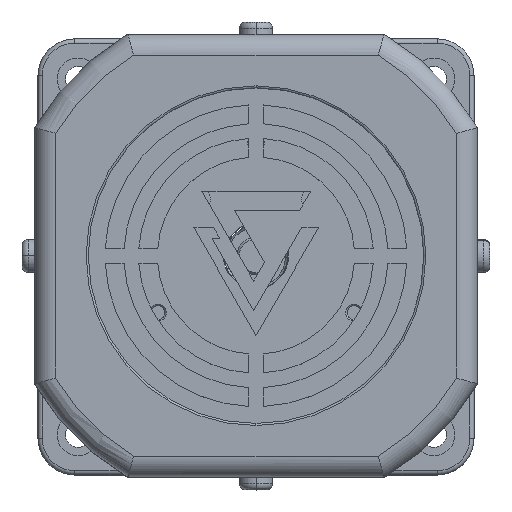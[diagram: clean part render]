
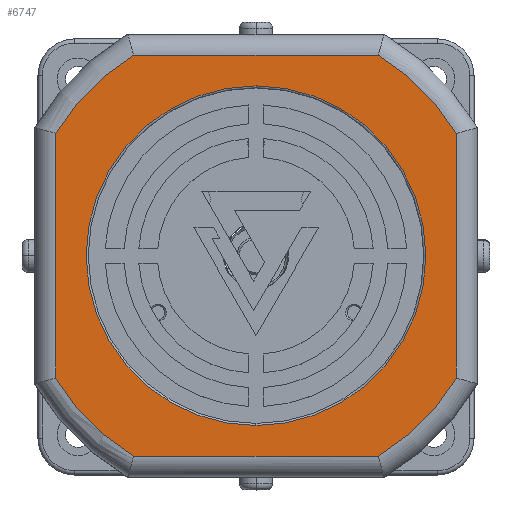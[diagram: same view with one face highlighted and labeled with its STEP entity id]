
A CAD part, top view. The second image highlights one B-rep face of the part: STEP entity #6747.
In plain terms, the highlighted planar face has unit normal (0, 0, 1).
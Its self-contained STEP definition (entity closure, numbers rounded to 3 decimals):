
#12 = ORIENTED_EDGE ( 'NONE', *, *, #5610, .T. ) ;
#90 = ORIENTED_EDGE ( 'NONE', *, *, #7179, .T. ) ;
#277 = VERTEX_POINT ( 'NONE', #9097 ) ;
#377 = DIRECTION ( 'NONE',  ( 0., 1., 0. ) ) ;
#665 = DIRECTION ( 'NONE',  ( 0., 0., -1. ) ) ;
#672 = DIRECTION ( 'NONE',  ( 0., 1., 0. ) ) ;
#845 = CARTESIAN_POINT ( 'NONE',  ( -18.93, 1.279, 106. ) ) ;
#859 = ORIENTED_EDGE ( 'NONE', *, *, #6812, .T. ) ;
#885 = AXIS2_PLACEMENT_3D ( 'NONE', #1904, #5325, #8690 ) ;
#910 = DIRECTION ( 'NONE',  ( -1., 0., 0. ) ) ;
#1042 = AXIS2_PLACEMENT_3D ( 'NONE', #845, #4282, #7665 ) ;
#1073 = CIRCLE ( 'NONE', #885, 40.5 ) ;
#1282 = CARTESIAN_POINT ( 'NONE',  ( -18.93, 1.279, 106. ) ) ;
#1334 = CARTESIAN_POINT ( 'NONE',  ( 28.87, 30.454, 106. ) ) ;
#1399 = CIRCLE ( 'NONE', #7630, 56. ) ;
#1428 = DIRECTION ( 'NONE',  ( 0., 1., 0. ) ) ;
#1555 = VERTEX_POINT ( 'NONE', #4500 ) ;
#1717 = CARTESIAN_POINT ( 'NONE',  ( -18.93, -39.221, 106. ) ) ;
#1904 = CARTESIAN_POINT ( 'NONE',  ( -18.93, 1.279, 106. ) ) ;
#1922 = AXIS2_PLACEMENT_3D ( 'NONE', #8313, #665, #4104 ) ;
#1929 = CIRCLE ( 'NONE', #1922, 40.5 ) ;
#2124 = FACE_BOUND ( 'NONE', #8563, .T. ) ;
#2404 = DIRECTION ( 'NONE',  ( 0., -1., 0. ) ) ;
#2535 = AXIS2_PLACEMENT_3D ( 'NONE', #4657, #8033, #377 ) ;
#2610 = AXIS2_PLACEMENT_3D ( 'NONE', #3788, #7186, #10517 ) ;
#2755 = VERTEX_POINT ( 'NONE', #10899 ) ;
#2766 = CARTESIAN_POINT ( 'NONE',  ( 11.618, -46.521, 106. ) ) ;
#3277 = VECTOR ( 'NONE', #6184, 1000. ) ;
#3339 = ORIENTED_EDGE ( 'NONE', *, *, #3959, .T. ) ;
#3461 = ORIENTED_EDGE ( 'NONE', *, *, #7551, .T. ) ;
#3516 = EDGE_CURVE ( 'NONE', #6084, #8989, #5679, .T. ) ;
#3583 = EDGE_LOOP ( 'NONE', ( #8623, #3461, #9706, #859, #12, #4088, #90, #7647 ) ) ;
#3787 = VERTEX_POINT ( 'NONE', #7148 ) ;
#3788 = CARTESIAN_POINT ( 'NONE',  ( -18.93, 1.279, 106. ) ) ;
#3959 = EDGE_CURVE ( 'NONE', #277, #10647, #1929, .T. ) ;
#4088 = ORIENTED_EDGE ( 'NONE', *, *, #9275, .T. ) ;
#4104 = DIRECTION ( 'NONE',  ( 0., 1., 0. ) ) ;
#4282 = DIRECTION ( 'NONE',  ( 0., 0., 1. ) ) ;
#4500 = CARTESIAN_POINT ( 'NONE',  ( -48.104, 49.079, 106. ) ) ;
#4657 = CARTESIAN_POINT ( 'NONE',  ( -18.93, 1.279, 106. ) ) ;
#4713 = DIRECTION ( 'NONE',  ( 0., 0., -1. ) ) ;
#4941 = EDGE_CURVE ( 'NONE', #10647, #277, #1073, .T. ) ;
#4948 = CARTESIAN_POINT ( 'NONE',  ( -18.93, 1.279, 106. ) ) ;
#5177 = LINE ( 'NONE', #8551, #7784 ) ;
#5325 = DIRECTION ( 'NONE',  ( 0., 0., -1. ) ) ;
#5540 = FACE_OUTER_BOUND ( 'NONE', #3583, .T. ) ;
#5567 = ORIENTED_EDGE ( 'NONE', *, *, #4941, .T. ) ;
#5610 = EDGE_CURVE ( 'NONE', #7562, #8469, #7432, .T. ) ;
#5679 = LINE ( 'NONE', #9040, #6211 ) ;
#5885 = CIRCLE ( 'NONE', #1042, 56. ) ;
#6073 = CARTESIAN_POINT ( 'NONE',  ( -66.73, -27.896, 106. ) ) ;
#6084 = VERTEX_POINT ( 'NONE', #6835 ) ;
#6184 = DIRECTION ( 'NONE',  ( 1., 0., 0. ) ) ;
#6211 = VECTOR ( 'NONE', #1428, 1000. ) ;
#6655 = LINE ( 'NONE', #9991, #7451 ) ;
#6747 = ADVANCED_FACE ( 'NONE', ( #2124, #5540 ), #8903, .F. ) ;
#6812 = EDGE_CURVE ( 'NONE', #8859, #7562, #6655, .T. ) ;
#6835 = CARTESIAN_POINT ( 'NONE',  ( 28.87, -27.896, 106. ) ) ;
#7148 = CARTESIAN_POINT ( 'NONE',  ( 10.245, 49.079, 106. ) ) ;
#7179 = EDGE_CURVE ( 'NONE', #2755, #6084, #1399, .T. ) ;
#7186 = DIRECTION ( 'NONE',  ( 0., 0., 1. ) ) ;
#7354 = CIRCLE ( 'NONE', #2535, 56. ) ;
#7432 = CIRCLE ( 'NONE', #2610, 56. ) ;
#7451 = VECTOR ( 'NONE', #2404, 1000. ) ;
#7551 = EDGE_CURVE ( 'NONE', #3787, #1555, #5177, .T. ) ;
#7562 = VERTEX_POINT ( 'NONE', #6073 ) ;
#7630 = AXIS2_PLACEMENT_3D ( 'NONE', #4948, #8320, #672 ) ;
#7647 = ORIENTED_EDGE ( 'NONE', *, *, #3516, .T. ) ;
#7665 = DIRECTION ( 'NONE',  ( 0., 1., 0. ) ) ;
#7784 = VECTOR ( 'NONE', #910, 1000. ) ;
#8033 = DIRECTION ( 'NONE',  ( 0., 0., 1. ) ) ;
#8090 = DIRECTION ( 'NONE',  ( 0., 1., 0. ) ) ;
#8193 = EDGE_CURVE ( 'NONE', #8989, #3787, #7354, .T. ) ;
#8313 = CARTESIAN_POINT ( 'NONE',  ( -18.93, 1.279, 106. ) ) ;
#8320 = DIRECTION ( 'NONE',  ( 0., 0., 1. ) ) ;
#8469 = VERTEX_POINT ( 'NONE', #10118 ) ;
#8551 = CARTESIAN_POINT ( 'NONE',  ( -18.93, 49.079, 106. ) ) ;
#8563 = EDGE_LOOP ( 'NONE', ( #3339, #5567 ) ) ;
#8623 = ORIENTED_EDGE ( 'NONE', *, *, #8193, .T. ) ;
#8690 = DIRECTION ( 'NONE',  ( 0., 1., 0. ) ) ;
#8721 = CARTESIAN_POINT ( 'NONE',  ( -66.73, 30.454, 106. ) ) ;
#8859 = VERTEX_POINT ( 'NONE', #8721 ) ;
#8903 = PLANE ( 'NONE',  #9896 ) ;
#8989 = VERTEX_POINT ( 'NONE', #1334 ) ;
#9040 = CARTESIAN_POINT ( 'NONE',  ( 28.87, 31.827, 106. ) ) ;
#9097 = CARTESIAN_POINT ( 'NONE',  ( -18.93, 41.779, 106. ) ) ;
#9275 = EDGE_CURVE ( 'NONE', #8469, #2755, #10341, .T. ) ;
#9706 = ORIENTED_EDGE ( 'NONE', *, *, #10923, .T. ) ;
#9896 = AXIS2_PLACEMENT_3D ( 'NONE', #1282, #4713, #8090 ) ;
#9991 = CARTESIAN_POINT ( 'NONE',  ( -66.73, 1.279, 106. ) ) ;
#10118 = CARTESIAN_POINT ( 'NONE',  ( -48.104, -46.521, 106. ) ) ;
#10341 = LINE ( 'NONE', #2766, #3277 ) ;
#10517 = DIRECTION ( 'NONE',  ( 0., 1., 0. ) ) ;
#10647 = VERTEX_POINT ( 'NONE', #1717 ) ;
#10899 = CARTESIAN_POINT ( 'NONE',  ( 10.245, -46.521, 106. ) ) ;
#10923 = EDGE_CURVE ( 'NONE', #1555, #8859, #5885, .T. ) ;
